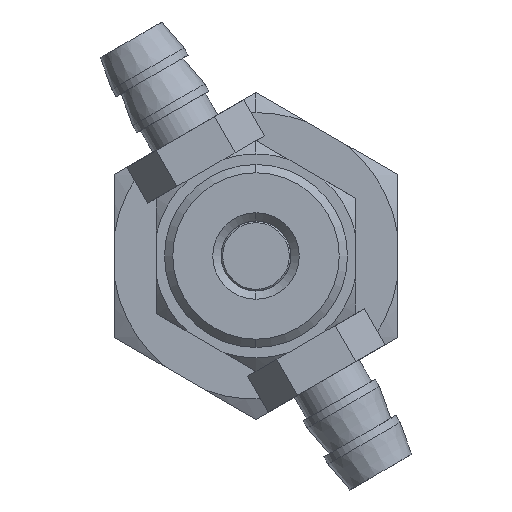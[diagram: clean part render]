
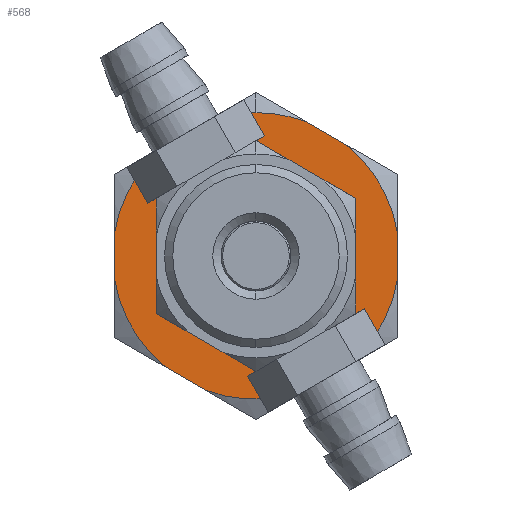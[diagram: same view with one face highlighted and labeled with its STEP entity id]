
A CAD part, front view. The second image highlights one B-rep face of the part: STEP entity #568.
In plain terms, the highlighted planar face has unit normal (0, -1, 0).
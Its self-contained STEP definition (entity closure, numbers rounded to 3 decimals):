
#65 = DIRECTION ( 'NONE',  ( 0.866, 0., -0.5 ) ) ;
#123 = EDGE_CURVE ( 'NONE', #5508, #1153, #5143, .T. ) ;
#140 = DIRECTION ( 'NONE',  ( 0., 0., 1. ) ) ;
#180 = ORIENTED_EDGE ( 'NONE', *, *, #2325, .T. ) ;
#182 = CIRCLE ( 'NONE', #1546, 8.615 ) ;
#187 = VECTOR ( 'NONE', #5108, 1000. ) ;
#265 = VERTEX_POINT ( 'NONE', #2844 ) ;
#347 = AXIS2_PLACEMENT_3D ( 'NONE', #4514, #4714, #2392 ) ;
#377 = DIRECTION ( 'NONE',  ( 0., 0., 1. ) ) ;
#430 = VERTEX_POINT ( 'NONE', #5402 ) ;
#445 = EDGE_CURVE ( 'NONE', #4665, #1007, #3111, .T. ) ;
#447 = CIRCLE ( 'NONE', #1389, 4. ) ;
#472 = ORIENTED_EDGE ( 'NONE', *, *, #2349, .F. ) ;
#479 = DIRECTION ( 'NONE',  ( -0.866, 0., 0.5 ) ) ;
#501 = CARTESIAN_POINT ( 'NONE',  ( 0., 0., 8.615 ) ) ;
#515 = DIRECTION ( 'NONE',  ( 0., -1., 0. ) ) ;
#556 = VECTOR ( 'NONE', #1747, 1000. ) ;
#568 = ADVANCED_FACE ( 'NONE', ( #5072, #2608 ), #1293, .F. ) ;
#601 = DIRECTION ( 'NONE',  ( 0., 0., 1. ) ) ;
#661 = VERTEX_POINT ( 'NONE', #2375 ) ;
#705 = CARTESIAN_POINT ( 'NONE',  ( 5.465, 0., -6.66 ) ) ;
#728 = EDGE_LOOP ( 'NONE', ( #1282, #3860, #2498, #4324, #3647, #5880, #3603, #3364, #3980, #2857, #826, #5226, #180 ) ) ;
#752 = VERTEX_POINT ( 'NONE', #3395 ) ;
#794 = EDGE_CURVE ( 'NONE', #5508, #661, #3406, .T. ) ;
#826 = ORIENTED_EDGE ( 'NONE', *, *, #1398, .F. ) ;
#881 = AXIS2_PLACEMENT_3D ( 'NONE', #1130, #2646, #4363 ) ;
#992 = DIRECTION ( 'NONE',  ( 0., -1., 0. ) ) ;
#1007 = VERTEX_POINT ( 'NONE', #2794 ) ;
#1043 = CARTESIAN_POINT ( 'NONE',  ( 0., 0., 0. ) ) ;
#1102 = CARTESIAN_POINT ( 'NONE',  ( 0., 0., 0. ) ) ;
#1130 = CARTESIAN_POINT ( 'NONE',  ( 0., 0., 0. ) ) ;
#1153 = VERTEX_POINT ( 'NONE', #3517 ) ;
#1199 = CARTESIAN_POINT ( 'NONE',  ( -5.465, 0., 6.66 ) ) ;
#1204 = DIRECTION ( 'NONE',  ( 0.866, 0., 0.5 ) ) ;
#1282 = ORIENTED_EDGE ( 'NONE', *, *, #445, .F. ) ;
#1293 = PLANE ( 'NONE',  #347 ) ;
#1315 = EDGE_CURVE ( 'NONE', #430, #265, #447, .T. ) ;
#1389 = AXIS2_PLACEMENT_3D ( 'NONE', #2735, #3614, #377 ) ;
#1398 = EDGE_CURVE ( 'NONE', #1635, #1153, #5363, .T. ) ;
#1480 = CIRCLE ( 'NONE', #3400, 4. ) ;
#1537 = VECTOR ( 'NONE', #65, 1000. ) ;
#1546 = AXIS2_PLACEMENT_3D ( 'NONE', #3377, #1575, #601 ) ;
#1575 = DIRECTION ( 'NONE',  ( 0., -1., 0. ) ) ;
#1594 = VECTOR ( 'NONE', #5710, 1000. ) ;
#1635 = VERTEX_POINT ( 'NONE', #4862 ) ;
#1747 = DIRECTION ( 'NONE',  ( 0., 0., 1. ) ) ;
#1832 = VECTOR ( 'NONE', #479, 1000. ) ;
#1857 = CARTESIAN_POINT ( 'NONE',  ( 0., 0., 0. ) ) ;
#1957 = DIRECTION ( 'NONE',  ( 0., 0., 1. ) ) ;
#2138 = VERTEX_POINT ( 'NONE', #501 ) ;
#2178 = VERTEX_POINT ( 'NONE', #2830 ) ;
#2201 = CIRCLE ( 'NONE', #3521, 8.615 ) ;
#2233 = EDGE_CURVE ( 'NONE', #3527, #2178, #182, .T. ) ;
#2325 = EDGE_CURVE ( 'NONE', #2138, #1007, #2201, .T. ) ;
#2349 = EDGE_CURVE ( 'NONE', #265, #430, #1480, .T. ) ;
#2375 = CARTESIAN_POINT ( 'NONE',  ( 8.5, 0., -1.403 ) ) ;
#2392 = DIRECTION ( 'NONE',  ( 0., 0., 1. ) ) ;
#2400 = CARTESIAN_POINT ( 'NONE',  ( 0., 0., 0. ) ) ;
#2428 = CARTESIAN_POINT ( 'NONE',  ( 8.5, 0., 1.403 ) ) ;
#2491 = CARTESIAN_POINT ( 'NONE',  ( 0., 0., 0. ) ) ;
#2498 = ORIENTED_EDGE ( 'NONE', *, *, #5800, .F. ) ;
#2503 = VERTEX_POINT ( 'NONE', #4031 ) ;
#2587 = LINE ( 'NONE', #4510, #556 ) ;
#2608 = FACE_BOUND ( 'NONE', #4674, .T. ) ;
#2646 = DIRECTION ( 'NONE',  ( 0., -1., 0. ) ) ;
#2705 = AXIS2_PLACEMENT_3D ( 'NONE', #5852, #4974, #5424 ) ;
#2728 = EDGE_CURVE ( 'NONE', #5450, #2178, #2767, .T. ) ;
#2735 = CARTESIAN_POINT ( 'NONE',  ( 0., 0., 0. ) ) ;
#2767 = LINE ( 'NONE', #4616, #1832 ) ;
#2780 = DIRECTION ( 'NONE',  ( 0., 0., 1. ) ) ;
#2794 = CARTESIAN_POINT ( 'NONE',  ( -3.035, 0., 8.063 ) ) ;
#2810 = EDGE_CURVE ( 'NONE', #5450, #2503, #5516, .T. ) ;
#2830 = CARTESIAN_POINT ( 'NONE',  ( -5.465, 0., -6.66 ) ) ;
#2844 = CARTESIAN_POINT ( 'NONE',  ( 0., 0., -4. ) ) ;
#2855 = LINE ( 'NONE', #4610, #187 ) ;
#2857 = ORIENTED_EDGE ( 'NONE', *, *, #123, .T. ) ;
#3111 = LINE ( 'NONE', #3493, #5897 ) ;
#3245 = CARTESIAN_POINT ( 'NONE',  ( -3.035, 0., -8.063 ) ) ;
#3327 = DIRECTION ( 'NONE',  ( 0., 0., 1. ) ) ;
#3364 = ORIENTED_EDGE ( 'NONE', *, *, #4834, .T. ) ;
#3377 = CARTESIAN_POINT ( 'NONE',  ( 0., 0., 0. ) ) ;
#3395 = CARTESIAN_POINT ( 'NONE',  ( -8.5, 0., 1.403 ) ) ;
#3400 = AXIS2_PLACEMENT_3D ( 'NONE', #2491, #3882, #1957 ) ;
#3406 = LINE ( 'NONE', #5671, #1594 ) ;
#3435 = EDGE_CURVE ( 'NONE', #4708, #2503, #2855, .T. ) ;
#3462 = ORIENTED_EDGE ( 'NONE', *, *, #1315, .F. ) ;
#3493 = CARTESIAN_POINT ( 'NONE',  ( -8.5, 0., 4.907 ) ) ;
#3517 = CARTESIAN_POINT ( 'NONE',  ( 5.465, 0., 6.66 ) ) ;
#3521 = AXIS2_PLACEMENT_3D ( 'NONE', #1102, #4303, #140 ) ;
#3527 = VERTEX_POINT ( 'NONE', #4308 ) ;
#3603 = ORIENTED_EDGE ( 'NONE', *, *, #3435, .F. ) ;
#3614 = DIRECTION ( 'NONE',  ( 0., -1., 0. ) ) ;
#3622 = EDGE_CURVE ( 'NONE', #4665, #752, #3724, .T. ) ;
#3647 = ORIENTED_EDGE ( 'NONE', *, *, #2728, .F. ) ;
#3666 = DIRECTION ( 'NONE',  ( 0., 0., 1. ) ) ;
#3689 = CIRCLE ( 'NONE', #5115, 8.615 ) ;
#3724 = CIRCLE ( 'NONE', #881, 8.615 ) ;
#3860 = ORIENTED_EDGE ( 'NONE', *, *, #3622, .T. ) ;
#3882 = DIRECTION ( 'NONE',  ( 0., -1., 0. ) ) ;
#3980 = ORIENTED_EDGE ( 'NONE', *, *, #794, .F. ) ;
#4031 = CARTESIAN_POINT ( 'NONE',  ( 3.035, 0., -8.063 ) ) ;
#4303 = DIRECTION ( 'NONE',  ( 0., -1., 0. ) ) ;
#4308 = CARTESIAN_POINT ( 'NONE',  ( -8.5, 0., -1.403 ) ) ;
#4324 = ORIENTED_EDGE ( 'NONE', *, *, #2233, .T. ) ;
#4363 = DIRECTION ( 'NONE',  ( 0., 0., 1. ) ) ;
#4400 = EDGE_CURVE ( 'NONE', #1635, #2138, #3689, .T. ) ;
#4510 = CARTESIAN_POINT ( 'NONE',  ( -8.5, 0., -4.907 ) ) ;
#4514 = CARTESIAN_POINT ( 'NONE',  ( 0., 0., 0. ) ) ;
#4610 = CARTESIAN_POINT ( 'NONE',  ( 8.5, 0., -4.907 ) ) ;
#4614 = CARTESIAN_POINT ( 'NONE',  ( 0., 0., 9.815 ) ) ;
#4616 = CARTESIAN_POINT ( 'NONE',  ( 0., 0., -9.815 ) ) ;
#4665 = VERTEX_POINT ( 'NONE', #1199 ) ;
#4674 = EDGE_LOOP ( 'NONE', ( #3462, #472 ) ) ;
#4708 = VERTEX_POINT ( 'NONE', #705 ) ;
#4714 = DIRECTION ( 'NONE',  ( 0., 1., 0. ) ) ;
#4834 = EDGE_CURVE ( 'NONE', #4708, #661, #5605, .T. ) ;
#4862 = CARTESIAN_POINT ( 'NONE',  ( 3.035, 0., 8.063 ) ) ;
#4974 = DIRECTION ( 'NONE',  ( 0., -1., 0. ) ) ;
#5072 = FACE_OUTER_BOUND ( 'NONE', #728, .T. ) ;
#5108 = DIRECTION ( 'NONE',  ( -0.866, 0., -0.5 ) ) ;
#5115 = AXIS2_PLACEMENT_3D ( 'NONE', #2400, #992, #2780 ) ;
#5143 = CIRCLE ( 'NONE', #5176, 8.615 ) ;
#5176 = AXIS2_PLACEMENT_3D ( 'NONE', #1857, #5499, #3666 ) ;
#5226 = ORIENTED_EDGE ( 'NONE', *, *, #4400, .T. ) ;
#5363 = LINE ( 'NONE', #4614, #1537 ) ;
#5402 = CARTESIAN_POINT ( 'NONE',  ( 0., 0., 4. ) ) ;
#5424 = DIRECTION ( 'NONE',  ( 0., 0., 1. ) ) ;
#5450 = VERTEX_POINT ( 'NONE', #3245 ) ;
#5499 = DIRECTION ( 'NONE',  ( 0., -1., 0. ) ) ;
#5508 = VERTEX_POINT ( 'NONE', #2428 ) ;
#5516 = CIRCLE ( 'NONE', #5882, 8.615 ) ;
#5605 = CIRCLE ( 'NONE', #2705, 8.615 ) ;
#5671 = CARTESIAN_POINT ( 'NONE',  ( 8.5, 0., 4.907 ) ) ;
#5710 = DIRECTION ( 'NONE',  ( 0., 0., -1. ) ) ;
#5800 = EDGE_CURVE ( 'NONE', #3527, #752, #2587, .T. ) ;
#5852 = CARTESIAN_POINT ( 'NONE',  ( 0., 0., 0. ) ) ;
#5880 = ORIENTED_EDGE ( 'NONE', *, *, #2810, .T. ) ;
#5882 = AXIS2_PLACEMENT_3D ( 'NONE', #1043, #515, #3327 ) ;
#5897 = VECTOR ( 'NONE', #1204, 1000. ) ;
